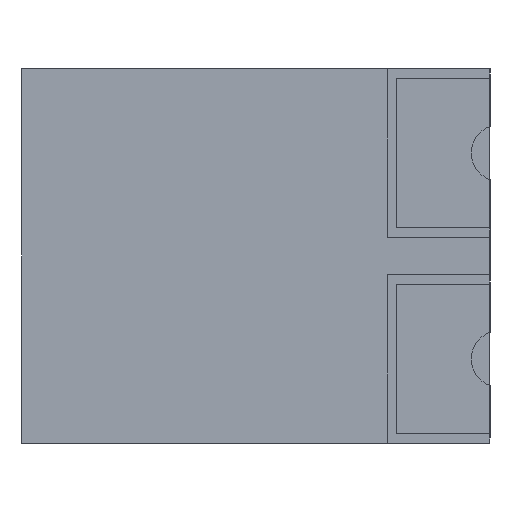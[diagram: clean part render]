
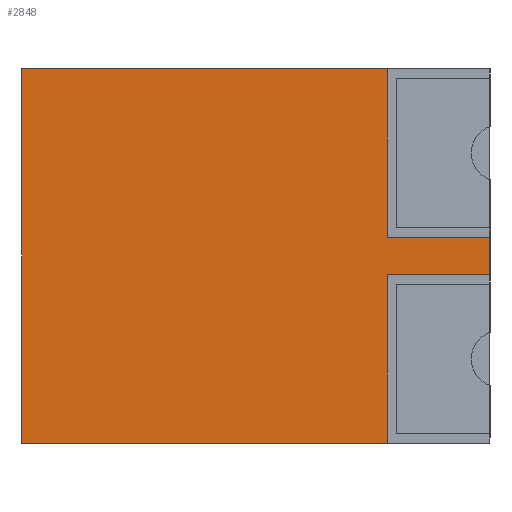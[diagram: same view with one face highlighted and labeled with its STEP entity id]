
A CAD part, left-side view. The second image highlights one B-rep face of the part: STEP entity #2848.
In plain terms, the highlighted planar face has unit normal (-1, 0, 0).
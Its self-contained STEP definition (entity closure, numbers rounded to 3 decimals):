
#77 = EDGE_CURVE ( 'NONE', #2881, #2682, #557, .T. ) ;
#103 = ORIENTED_EDGE ( 'NONE', *, *, #551, .F. ) ;
#184 = VERTEX_POINT ( 'NONE', #1367 ) ;
#265 = LINE ( 'NONE', #266, #267 ) ;
#266 = CARTESIAN_POINT ( 'NONE',  ( -3., 0., 2. ) ) ;
#267 = VECTOR ( 'NONE', #268, 1000. ) ;
#268 = DIRECTION ( 'NONE',  ( 0., 0., -1. ) ) ;
#282 = EDGE_LOOP ( 'NONE', ( #2833, #2746, #2863, #103, #1908, #2967, #2553, #2348 ) ) ;
#551 = EDGE_CURVE ( 'NONE', #2680, #2679, #1846, .T. ) ;
#557 = LINE ( 'NONE', #558, #559 ) ;
#558 = CARTESIAN_POINT ( 'NONE',  ( -3., 0., -0.2 ) ) ;
#559 = VECTOR ( 'NONE', #560, 1000. ) ;
#560 = DIRECTION ( 'NONE',  ( 0., -1., 0. ) ) ;
#649 = LINE ( 'NONE', #650, #651 ) ;
#650 = CARTESIAN_POINT ( 'NONE',  ( -3., 1.1, 0.2 ) ) ;
#651 = VECTOR ( 'NONE', #652, 1000. ) ;
#652 = DIRECTION ( 'NONE',  ( 0., 0., 1. ) ) ;
#653 = CARTESIAN_POINT ( 'NONE',  ( -3., 0., 0.2 ) ) ;
#678 = CARTESIAN_POINT ( 'NONE',  ( -3., 5., -2. ) ) ;
#709 = LINE ( 'NONE', #710, #711 ) ;
#710 = CARTESIAN_POINT ( 'NONE',  ( -3., 0., 0.2 ) ) ;
#711 = VECTOR ( 'NONE', #712, 1000. ) ;
#712 = DIRECTION ( 'NONE',  ( 0., 1., 0. ) ) ;
#954 = LINE ( 'NONE', #955, #956 ) ;
#955 = CARTESIAN_POINT ( 'NONE',  ( -3., 5., -2. ) ) ;
#956 = VECTOR ( 'NONE', #957, 1000. ) ;
#957 = DIRECTION ( 'NONE',  ( 0., 0., 1. ) ) ;
#972 = LINE ( 'NONE', #973, #974 ) ;
#973 = CARTESIAN_POINT ( 'NONE',  ( -3., 1.1, -2. ) ) ;
#974 = VECTOR ( 'NONE', #975, 1000. ) ;
#975 = DIRECTION ( 'NONE',  ( 0., 0., 1. ) ) ;
#1158 = FACE_OUTER_BOUND ( 'NONE', #282, .T. ) ;
#1159 = PLANE ( 'NONE',  #1160 ) ;
#1160 = AXIS2_PLACEMENT_3D ( 'NONE', #1161, #1162, #1163 ) ;
#1161 = CARTESIAN_POINT ( 'NONE',  ( -3., 0., -2. ) ) ;
#1162 = DIRECTION ( 'NONE',  ( -1., 0., 0. ) ) ;
#1163 = DIRECTION ( 'NONE',  ( 0., 1., 0. ) ) ;
#1342 = CARTESIAN_POINT ( 'NONE',  ( -3., 1.1, -2. ) ) ;
#1367 = CARTESIAN_POINT ( 'NONE',  ( -3., 1.1, 0.2 ) ) ;
#1410 = CARTESIAN_POINT ( 'NONE',  ( -3., 1.1, -0.2 ) ) ;
#1803 = LINE ( 'NONE', #1805, #1806 ) ;
#1805 = CARTESIAN_POINT ( 'NONE',  ( -3., 0., -2. ) ) ;
#1806 = VECTOR ( 'NONE', #1807, 1000. ) ;
#1807 = DIRECTION ( 'NONE',  ( 0., 1., 0. ) ) ;
#1846 = LINE ( 'NONE', #1847, #1848 ) ;
#1847 = CARTESIAN_POINT ( 'NONE',  ( -3., 5., 2. ) ) ;
#1848 = VECTOR ( 'NONE', #1849, 1000. ) ;
#1849 = DIRECTION ( 'NONE',  ( 0., -1., 0. ) ) ;
#1862 = CARTESIAN_POINT ( 'NONE',  ( -3., 1.1, 2. ) ) ;
#1867 = CARTESIAN_POINT ( 'NONE',  ( -3., 5., 2. ) ) ;
#1897 = CARTESIAN_POINT ( 'NONE',  ( -3., 0., -0.2 ) ) ;
#1908 = ORIENTED_EDGE ( 'NONE', *, *, #2608, .F. ) ;
#1980 = EDGE_CURVE ( 'NONE', #2642, #2881, #972, .T. ) ;
#2348 = ORIENTED_EDGE ( 'NONE', *, *, #77, .T. ) ;
#2553 = ORIENTED_EDGE ( 'NONE', *, *, #1980, .T. ) ;
#2562 = VERTEX_POINT ( 'NONE', #678 ) ;
#2570 = EDGE_CURVE ( 'NONE', #2979, #184, #709, .T. ) ;
#2608 = EDGE_CURVE ( 'NONE', #2562, #2680, #954, .T. ) ;
#2642 = VERTEX_POINT ( 'NONE', #1342 ) ;
#2671 = EDGE_CURVE ( 'NONE', #2642, #2562, #1803, .T. ) ;
#2679 = VERTEX_POINT ( 'NONE', #1862 ) ;
#2680 = VERTEX_POINT ( 'NONE', #1867 ) ;
#2682 = VERTEX_POINT ( 'NONE', #1897 ) ;
#2746 = ORIENTED_EDGE ( 'NONE', *, *, #2570, .T. ) ;
#2833 = ORIENTED_EDGE ( 'NONE', *, *, #2934, .F. ) ;
#2848 = ADVANCED_FACE ( 'NONE', ( #1158 ), #1159, .T. ) ;
#2863 = ORIENTED_EDGE ( 'NONE', *, *, #2978, .T. ) ;
#2881 = VERTEX_POINT ( 'NONE', #1410 ) ;
#2934 = EDGE_CURVE ( 'NONE', #2979, #2682, #265, .T. ) ;
#2967 = ORIENTED_EDGE ( 'NONE', *, *, #2671, .F. ) ;
#2978 = EDGE_CURVE ( 'NONE', #184, #2679, #649, .T. ) ;
#2979 = VERTEX_POINT ( 'NONE', #653 ) ;
